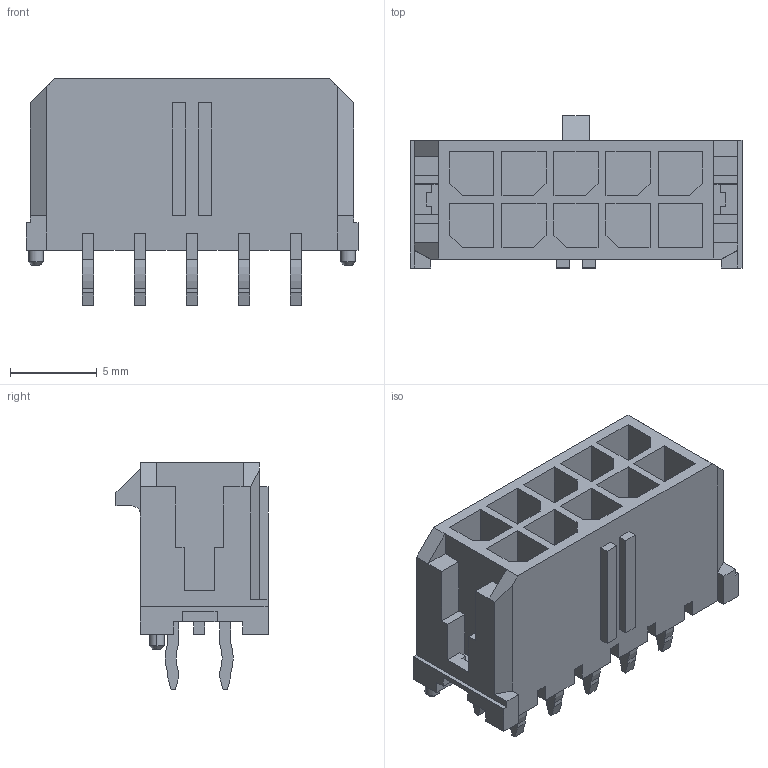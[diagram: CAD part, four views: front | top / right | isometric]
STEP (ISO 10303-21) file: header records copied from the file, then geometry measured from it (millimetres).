
FILE_DESCRIPTION((''),'2;1');
FILE_NAME('430451012','2013-07-11T',('me'),(''),'PRO/ENGINEER BY PARAMETRIC TECHNOLOGY CORPORATION, 2011490','PRO/ENGINEER BY PARAMETRIC TECHNOLOGY CORPORATION, 2011490','');
FILE_SCHEMA(('CONFIG_CONTROL_DESIGN'));
Length unit declared in the file: millimetre
Products named in the file (1): 430451012
Bounding box: 19.15 x 8.77 x 13.09 mm (x, y, z)
Volume: 752.8 mm3; surface area: 1628.6 mm2
Topology: 1 solids, 1 shells, 379 faces, 1012 edges, 650 vertices
Faces by surface type: plane 350, cylinder 25, cone 4
Entity records: 11546 total; most frequent: CARTESIAN_POINT 2041, ORIENTED_EDGE 2024, DIRECTION 1824, EDGE_CURVE 1012, VECTOR 958, LINE 958, VERTEX_POINT 650, AXIS2_PLACEMENT_3D 433
